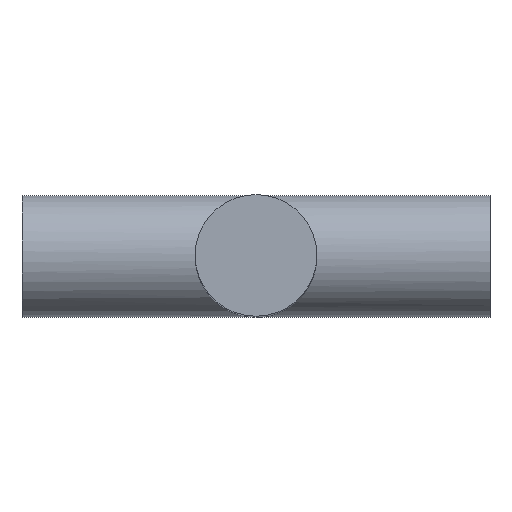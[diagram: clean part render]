
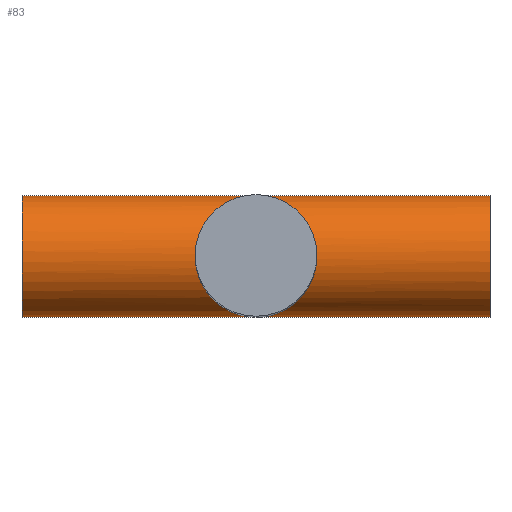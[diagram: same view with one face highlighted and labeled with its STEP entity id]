
A CAD part, top view. The second image highlights one B-rep face of the part: STEP entity #83.
In plain terms, the highlighted cylindrical face has radius 6.5 mm (diameter 13 mm), a partial arc.
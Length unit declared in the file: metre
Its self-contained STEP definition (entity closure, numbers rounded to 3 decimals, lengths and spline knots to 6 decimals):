
#12=LINE('',#152,#16);
#13=LINE('',#156,#17);
#16=VECTOR('',#127,1.);
#17=VECTOR('',#130,1.);
#24=ELLIPSE('',#102,0.009192,0.0065);
#25=ELLIPSE('',#103,0.009192,0.0065);
#30=ORIENTED_EDGE('',*,*,#47,.T.);
#31=ORIENTED_EDGE('',*,*,#48,.F.);
#32=ORIENTED_EDGE('',*,*,#49,.F.);
#33=ORIENTED_EDGE('',*,*,#50,.T.);
#34=ORIENTED_EDGE('',*,*,#46,.T.);
#35=ORIENTED_EDGE('',*,*,#45,.T.);
#45=EDGE_CURVE('',#54,#55,#24,.T.);
#46=EDGE_CURVE('',#55,#54,#25,.T.);
#47=EDGE_CURVE('',#56,#57,#61,.T.);
#48=EDGE_CURVE('',#58,#57,#12,.T.);
#49=EDGE_CURVE('',#59,#58,#62,.T.);
#50=EDGE_CURVE('',#59,#56,#13,.T.);
#54=VERTEX_POINT('',#144);
#55=VERTEX_POINT('',#145);
#56=VERTEX_POINT('',#150);
#57=VERTEX_POINT('',#151);
#58=VERTEX_POINT('',#153);
#59=VERTEX_POINT('',#155);
#61=CIRCLE('',#106,0.0065);
#62=CIRCLE('',#107,0.0065);
#66=EDGE_LOOP('',(#30,#31,#32,#33));
#67=EDGE_LOOP('',(#34,#35));
#74=FACE_BOUND('',#66,.T.);
#75=FACE_BOUND('',#67,.T.);
#80=CYLINDRICAL_SURFACE('',#105,0.0065);
#83=ADVANCED_FACE('',(#74,#75),#80,.T.);
#102=AXIS2_PLACEMENT_3D('',#143,#117,#118);
#103=AXIS2_PLACEMENT_3D('',#146,#119,#120);
#105=AXIS2_PLACEMENT_3D('',#148,#123,#124);
#106=AXIS2_PLACEMENT_3D('',#149,#125,#126);
#107=AXIS2_PLACEMENT_3D('',#154,#128,#129);
#117=DIRECTION('',(-0.707,0.,-0.707));
#118=DIRECTION('',(0.707,0.,-0.707));
#119=DIRECTION('',(0.707,0.,-0.707));
#120=DIRECTION('',(-0.707,0.,-0.707));
#123=DIRECTION('',(-1.,0.,0.));
#124=DIRECTION('',(0.,0.,1.));
#125=DIRECTION('',(1.,0.,0.));
#126=DIRECTION('',(0.,0.,-1.));
#127=DIRECTION('',(-1.,0.,0.));
#128=DIRECTION('',(1.,0.,0.));
#129=DIRECTION('',(0.,0.,-1.));
#130=DIRECTION('',(-1.,0.,0.));
#143=CARTESIAN_POINT('',(0.,0.,-0.0065));
#144=CARTESIAN_POINT('',(0.,-0.0065,-0.0065));
#145=CARTESIAN_POINT('',(0.,0.0065,-0.0065));
#146=CARTESIAN_POINT('',(0.,0.,-0.0065));
#148=CARTESIAN_POINT('',(0.025,0.,-0.0065));
#149=CARTESIAN_POINT('',(-0.025,0.,-0.0065));
#150=CARTESIAN_POINT('',(-0.025,0.0055,-0.009964));
#151=CARTESIAN_POINT('',(-0.025,-0.0055,-0.009964));
#152=CARTESIAN_POINT('',(0.025,-0.0055,-0.009964));
#153=CARTESIAN_POINT('',(0.025,-0.0055,-0.009964));
#154=CARTESIAN_POINT('',(0.025,0.,-0.0065));
#155=CARTESIAN_POINT('',(0.025,0.0055,-0.009964));
#156=CARTESIAN_POINT('',(0.025,0.0055,-0.009964));
